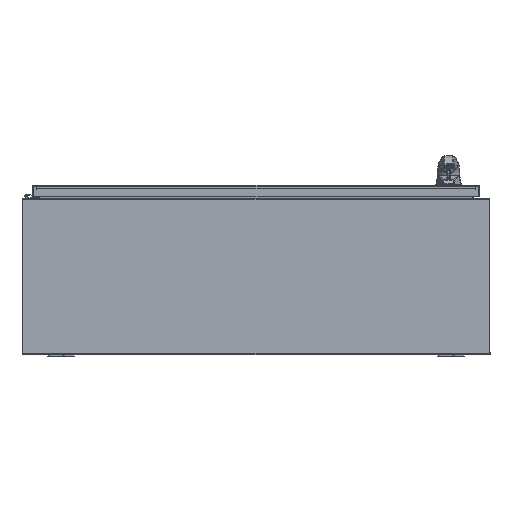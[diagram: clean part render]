
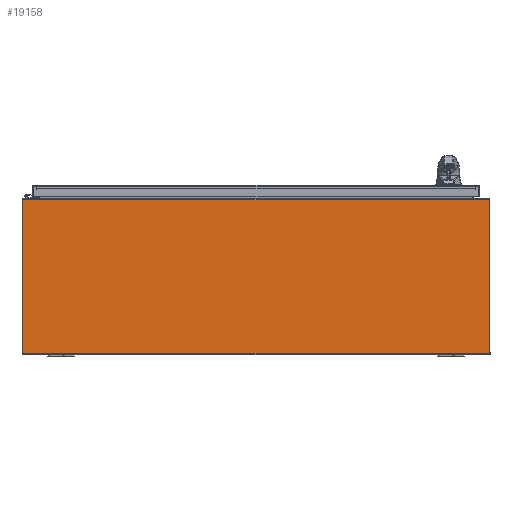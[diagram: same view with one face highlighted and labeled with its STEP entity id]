
A CAD part, front view. The second image highlights one B-rep face of the part: STEP entity #19158.
In plain terms, the highlighted planar face has unit normal (0, -1, 0).
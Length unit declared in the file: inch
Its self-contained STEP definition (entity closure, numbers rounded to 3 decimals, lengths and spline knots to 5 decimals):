
#260 = DIRECTION ( 'NONE',  ( 0., 0., 1. ) ) ;
#728 = CARTESIAN_POINT ( 'NONE',  ( 35.852, 0., 11.89475 ) ) ;
#1128 = CARTESIAN_POINT ( 'NONE',  ( 0., 0., 0.10525 ) ) ;
#4653 = CARTESIAN_POINT ( 'NONE',  ( 0., 0., 0.10525 ) ) ;
#5506 = EDGE_CURVE ( 'NONE', #57489, #18290, #67688, .T. ) ;
#8268 = CARTESIAN_POINT ( 'NONE',  ( 17.926, 0., -17.86218 ) ) ;
#17086 = EDGE_CURVE ( 'NONE', #78656, #115605, #51156, .T. ) ;
#18290 = VERTEX_POINT ( 'NONE', #35797 ) ;
#19158 = ADVANCED_FACE ( 'NONE', ( #75060 ), #56038, .F. ) ;
#24359 = VECTOR ( 'NONE', #45875, 39.37008 ) ;
#33769 = EDGE_CURVE ( 'NONE', #78656, #18290, #60641, .T. ) ;
#35797 = CARTESIAN_POINT ( 'NONE',  ( 0., 0., 11.89475 ) ) ;
#42403 = ORIENTED_EDGE ( 'NONE', *, *, #17086, .T. ) ;
#44838 = AXIS2_PLACEMENT_3D ( 'NONE', #8268, #58362, #58476 ) ;
#45875 = DIRECTION ( 'NONE',  ( -1., 0., 0. ) ) ;
#45971 = CARTESIAN_POINT ( 'NONE',  ( 35.852, 0., 11.89475 ) ) ;
#51156 = LINE ( 'NONE', #4653, #75736 ) ;
#56038 = PLANE ( 'NONE',  #44838 ) ;
#56073 = DIRECTION ( 'NONE',  ( 0., 0., -1. ) ) ;
#57489 = VERTEX_POINT ( 'NONE', #107870 ) ;
#58362 = DIRECTION ( 'NONE',  ( 0., 1., 0. ) ) ;
#58476 = DIRECTION ( 'NONE',  ( 1., 0., 0. ) ) ;
#60641 = LINE ( 'NONE', #1128, #82261 ) ;
#62709 = VECTOR ( 'NONE', #56073, 39.37008 ) ;
#64241 = EDGE_LOOP ( 'NONE', ( #103282, #89704, #42403, #99256 ) ) ;
#65898 = DIRECTION ( 'NONE',  ( 1., 0., 0. ) ) ;
#67688 = LINE ( 'NONE', #45971, #24359 ) ;
#68341 = CARTESIAN_POINT ( 'NONE',  ( 0., 0., 0.10525 ) ) ;
#75060 = FACE_OUTER_BOUND ( 'NONE', #64241, .T. ) ;
#75736 = VECTOR ( 'NONE', #65898, 39.37008 ) ;
#78656 = VERTEX_POINT ( 'NONE', #68341 ) ;
#82261 = VECTOR ( 'NONE', #260, 39.37008 ) ;
#86111 = EDGE_CURVE ( 'NONE', #57489, #115605, #87222, .T. ) ;
#87222 = LINE ( 'NONE', #728, #62709 ) ;
#89704 = ORIENTED_EDGE ( 'NONE', *, *, #33769, .F. ) ;
#99256 = ORIENTED_EDGE ( 'NONE', *, *, #86111, .F. ) ;
#103282 = ORIENTED_EDGE ( 'NONE', *, *, #5506, .T. ) ;
#104749 = CARTESIAN_POINT ( 'NONE',  ( 35.852, 0., 0.10525 ) ) ;
#107870 = CARTESIAN_POINT ( 'NONE',  ( 35.852, 0., 11.89475 ) ) ;
#115605 = VERTEX_POINT ( 'NONE', #104749 ) ;
